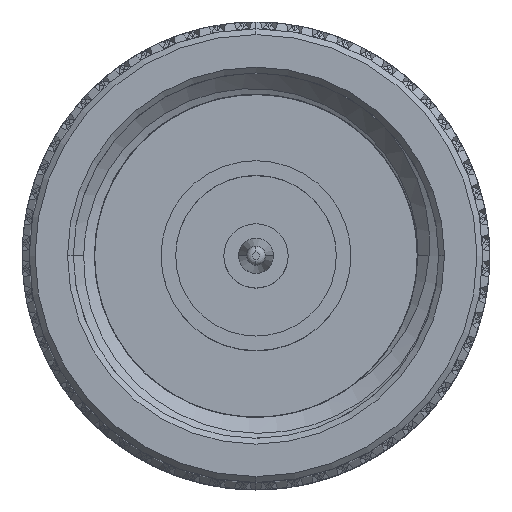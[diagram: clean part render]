
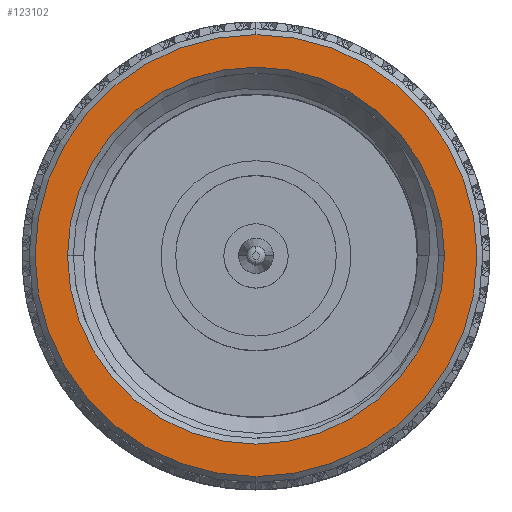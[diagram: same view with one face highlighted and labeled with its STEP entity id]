
A CAD part, top view. The second image highlights one B-rep face of the part: STEP entity #123102.
In plain terms, the highlighted face is planar.
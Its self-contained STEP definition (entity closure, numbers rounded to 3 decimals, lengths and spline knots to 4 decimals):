
#2656 = CIRCLE ( 'NONE', #32637, 0.3781 ) ;
#11958 = VERTEX_POINT ( 'NONE', #58894 ) ;
#12685 = DIRECTION ( 'NONE',  ( 0., -1., 0. ) ) ;
#13267 = EDGE_CURVE ( 'NONE', #142777, #97105, #58820, .T. ) ;
#24472 = CARTESIAN_POINT ( 'NONE',  ( 0., 0., 0. ) ) ;
#32175 = CARTESIAN_POINT ( 'NONE',  ( 0., 0., 0. ) ) ;
#32637 = AXIS2_PLACEMENT_3D ( 'NONE', #32175, #69088, #154801 ) ;
#33284 = DIRECTION ( 'NONE',  ( 0., -1., 0. ) ) ;
#33536 = FACE_OUTER_BOUND ( 'NONE', #158101, .T. ) ;
#58092 = ORIENTED_EDGE ( 'NONE', *, *, #107998, .T. ) ;
#58820 = CIRCLE ( 'NONE', #78644, 0.3225 ) ;
#58894 = CARTESIAN_POINT ( 'NONE',  ( 0., 0.3781, 0. ) ) ;
#59604 = AXIS2_PLACEMENT_3D ( 'NONE', #60221, #109451, #157415 ) ;
#60221 = CARTESIAN_POINT ( 'NONE',  ( 0., 0., 0. ) ) ;
#63925 = FACE_BOUND ( 'NONE', #67910, .T. ) ;
#67910 = EDGE_LOOP ( 'NONE', ( #148017, #121616 ) ) ;
#69088 = DIRECTION ( 'NONE',  ( -1., 0., 0. ) ) ;
#69278 = CARTESIAN_POINT ( 'NONE',  ( 0., 0., -0.3225 ) ) ;
#70019 = EDGE_CURVE ( 'NONE', #97105, #142777, #111319, .T. ) ;
#77808 = AXIS2_PLACEMENT_3D ( 'NONE', #24472, #109625, #12685 ) ;
#78644 = AXIS2_PLACEMENT_3D ( 'NONE', #82827, #94035, #93534 ) ;
#82827 = CARTESIAN_POINT ( 'NONE',  ( 0., 0., 0. ) ) ;
#83084 = DIRECTION ( 'NONE',  ( -1., 0., 0. ) ) ;
#93534 = DIRECTION ( 'NONE',  ( 0., -1., 0. ) ) ;
#94035 = DIRECTION ( 'NONE',  ( 1., 0., 0. ) ) ;
#95900 = CARTESIAN_POINT ( 'NONE',  ( 0., 0.3881, 0. ) ) ;
#97105 = VERTEX_POINT ( 'NONE', #99731 ) ;
#99731 = CARTESIAN_POINT ( 'NONE',  ( 0., 0., 0.3225 ) ) ;
#107998 = EDGE_CURVE ( 'NONE', #120233, #11958, #138252, .T. ) ;
#109451 = DIRECTION ( 'NONE',  ( 1., 0., 0. ) ) ;
#109625 = DIRECTION ( 'NONE',  ( -1., 0., 0. ) ) ;
#111319 = CIRCLE ( 'NONE', #59604, 0.3225 ) ;
#120233 = VERTEX_POINT ( 'NONE', #136063 ) ;
#121616 = ORIENTED_EDGE ( 'NONE', *, *, #13267, .T. ) ;
#123102 = ADVANCED_FACE ( 'NONE', ( #63925, #33536 ), #145181, .T. ) ;
#127818 = AXIS2_PLACEMENT_3D ( 'NONE', #95900, #83084, #33284 ) ;
#136063 = CARTESIAN_POINT ( 'NONE',  ( 0., -0.3781, 0. ) ) ;
#138252 = CIRCLE ( 'NONE', #77808, 0.3781 ) ;
#142777 = VERTEX_POINT ( 'NONE', #69278 ) ;
#143188 = EDGE_CURVE ( 'NONE', #11958, #120233, #2656, .T. ) ;
#145181 = PLANE ( 'NONE',  #127818 ) ;
#148017 = ORIENTED_EDGE ( 'NONE', *, *, #70019, .T. ) ;
#154801 = DIRECTION ( 'NONE',  ( 0., -1., 0. ) ) ;
#155115 = ORIENTED_EDGE ( 'NONE', *, *, #143188, .T. ) ;
#157415 = DIRECTION ( 'NONE',  ( 0., -1., 0. ) ) ;
#158101 = EDGE_LOOP ( 'NONE', ( #155115, #58092 ) ) ;
